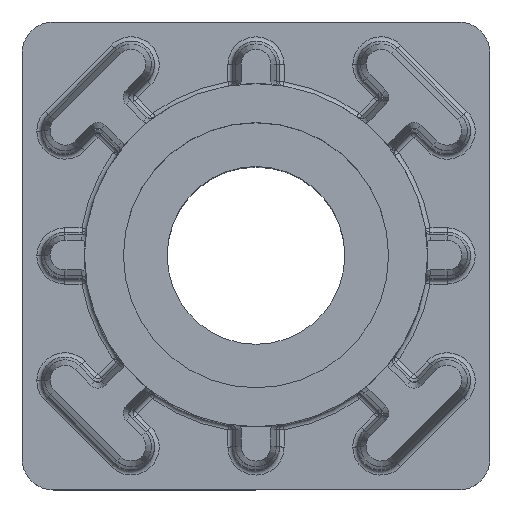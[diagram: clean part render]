
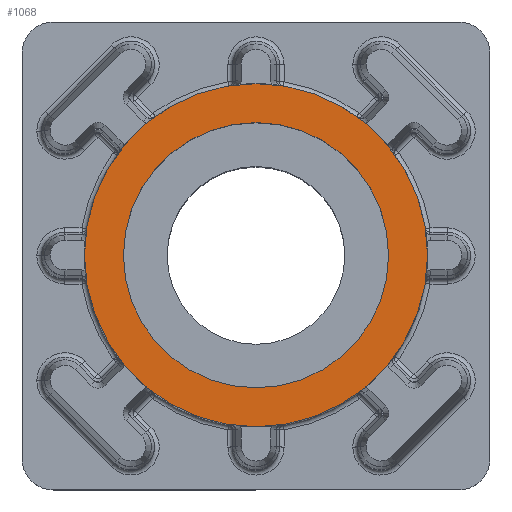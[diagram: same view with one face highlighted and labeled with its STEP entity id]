
A CAD part, top view. The second image highlights one B-rep face of the part: STEP entity #1068.
In plain terms, the highlighted planar face has unit normal (0, 0, 1).
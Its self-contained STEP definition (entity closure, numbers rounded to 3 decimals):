
#782 = DIRECTION ( 'NONE',  ( 0., 0., 1. ) ) ;
#996 = DIRECTION ( 'NONE',  ( 0., 0., 1. ) ) ;
#1041 = CARTESIAN_POINT ( 'NONE',  ( 8.5, 0., 33. ) ) ;
#1064 = CARTESIAN_POINT ( 'NONE',  ( 0., 0., 33. ) ) ;
#1068 = ADVANCED_FACE ( 'NONE', ( #1123, #3818 ), #6397, .T. ) ;
#1123 = FACE_BOUND ( 'NONE', #2718, .T. ) ;
#1194 = VERTEX_POINT ( 'NONE', #9286 ) ;
#1570 = AXIS2_PLACEMENT_3D ( 'NONE', #1064, #7383, #1961 ) ;
#1688 = VERTEX_POINT ( 'NONE', #4630 ) ;
#1782 = DIRECTION ( 'NONE',  ( 0., 0., 1. ) ) ;
#1961 = DIRECTION ( 'NONE',  ( 1., 0., 0. ) ) ;
#2718 = EDGE_LOOP ( 'NONE', ( #6439, #7664 ) ) ;
#2902 = EDGE_LOOP ( 'NONE', ( #6508, #11701 ) ) ;
#3283 = DIRECTION ( 'NONE',  ( 0., 0., 1. ) ) ;
#3529 = AXIS2_PLACEMENT_3D ( 'NONE', #7195, #1782, #8106 ) ;
#3637 = VERTEX_POINT ( 'NONE', #1041 ) ;
#3680 = CARTESIAN_POINT ( 'NONE',  ( 0., 0., 33. ) ) ;
#3818 = FACE_OUTER_BOUND ( 'NONE', #2902, .T. ) ;
#4176 = EDGE_CURVE ( 'NONE', #1194, #7586, #4984, .T. ) ;
#4316 = CIRCLE ( 'NONE', #3529, 8.5 ) ;
#4630 = CARTESIAN_POINT ( 'NONE',  ( -8.5, 0., 33. ) ) ;
#4984 = CIRCLE ( 'NONE', #1570, 11. ) ;
#5853 = CARTESIAN_POINT ( 'NONE',  ( 11., 0., 33. ) ) ;
#6188 = CARTESIAN_POINT ( 'NONE',  ( 0., 0., 33. ) ) ;
#6397 = PLANE ( 'NONE',  #7967 ) ;
#6439 = ORIENTED_EDGE ( 'NONE', *, *, #11271, .F. ) ;
#6508 = ORIENTED_EDGE ( 'NONE', *, *, #4176, .T. ) ;
#6670 = EDGE_CURVE ( 'NONE', #7586, #1194, #7040, .T. ) ;
#7040 = CIRCLE ( 'NONE', #11286, 11. ) ;
#7099 = DIRECTION ( 'NONE',  ( 1., 0., 0. ) ) ;
#7195 = CARTESIAN_POINT ( 'NONE',  ( 0., 0., 33. ) ) ;
#7307 = DIRECTION ( 'NONE',  ( 1., 0., 0. ) ) ;
#7383 = DIRECTION ( 'NONE',  ( 0., 0., 1. ) ) ;
#7543 = AXIS2_PLACEMENT_3D ( 'NONE', #8706, #3283, #9612 ) ;
#7586 = VERTEX_POINT ( 'NONE', #5853 ) ;
#7664 = ORIENTED_EDGE ( 'NONE', *, *, #10893, .F. ) ;
#7967 = AXIS2_PLACEMENT_3D ( 'NONE', #3680, #996, #7307 ) ;
#8106 = DIRECTION ( 'NONE',  ( 1., 0., 0. ) ) ;
#8706 = CARTESIAN_POINT ( 'NONE',  ( 0., 0., 33. ) ) ;
#9286 = CARTESIAN_POINT ( 'NONE',  ( -11., 0., 33. ) ) ;
#9612 = DIRECTION ( 'NONE',  ( 1., 0., 0. ) ) ;
#10663 = CIRCLE ( 'NONE', #7543, 8.5 ) ;
#10893 = EDGE_CURVE ( 'NONE', #3637, #1688, #4316, .T. ) ;
#11271 = EDGE_CURVE ( 'NONE', #1688, #3637, #10663, .T. ) ;
#11286 = AXIS2_PLACEMENT_3D ( 'NONE', #6188, #782, #7099 ) ;
#11701 = ORIENTED_EDGE ( 'NONE', *, *, #6670, .T. ) ;
